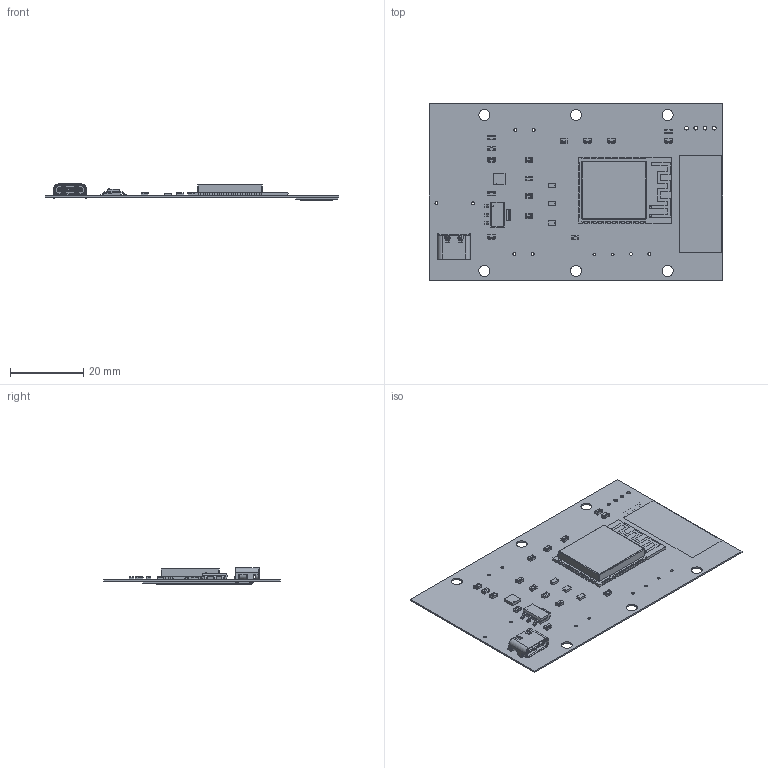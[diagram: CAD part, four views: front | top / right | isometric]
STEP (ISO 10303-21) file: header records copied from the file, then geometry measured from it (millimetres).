
FILE_DESCRIPTION(('Open CASCADE Model'),'2;1');
FILE_NAME('Open CASCADE Shape Model','2025-02-21T09:56:19',('Author'),( 'Open CASCADE'),'Open CASCADE STEP processor 6.8','Open CASCADE 6.8' ,'Unknown');
FILE_SCHEMA(('AUTOMOTIVE_DESIGN { 1 0 10303 214 1 1 1 1 }'));
Length unit declared in the file: millimetre
Products named in the file (38): PCB; Board; Open CASCADE STEP translator 6.8 1.1.1; USB1; 2171790001; Open CASCADE STEP translator 6.8 1.2.1.1; Open CASCADE STEP translator 6.8 1.2.1.2; U4; MAX98357_21-0136I_T1633-4_MXM; U2; MP04A_TEX; U1; User_Library-ESP32-S3-WROOM-1; MUSK; R8; User_Library-0805_SMD_R; R7; R6; R5; R4; R3; R2; R1; OLED1; User_Library-0_91_inch_oled; D3; LED_598-8170_DIA; D2; D1; C7; User_Library-0805_SMD_Capacitor; C6; C5; C4; C3; C2; C1
Assembly tree (52 placements, depth 4):
  PCB
    Board
      Open CASCADE STEP translator 6.8 1.1.1
    USB1
      2171790001
        Open CASCADE STEP translator 6.8 1.2.1.1
        Open CASCADE STEP translator 6.8 1.2.1.2
    U4
      MAX98357_21-0136I_T1633-4_MXM
    U2
      MP04A_TEX
    U1
      User_Library-ESP32-S3-WROOM-1
        PCB
        MUSK
    R8
      User_Library-0805_SMD_R
    R7
      User_Library-0805_SMD_R
    R6
      User_Library-0805_SMD_R
    R5
      User_Library-0805_SMD_R
    R4
      User_Library-0805_SMD_R
    R3
      User_Library-0805_SMD_R
    R2
      User_Library-0805_SMD_R
    R1
      User_Library-0805_SMD_R
    OLED1
      User_Library-0_91_inch_oled
    D3
      LED_598-8170_DIA
    D2
      LED_598-8170_DIA
    D1
      LED_598-8170_DIA
    C7
      User_Library-0805_SMD_Capacitor
    C6
      User_Library-0805_SMD_Capacitor
    C5
      User_Library-0805_SMD_Capacitor
    C4
      User_Library-0805_SMD_Capacitor
    C3
      User_Library-0805_SMD_Capacitor
    C2
      User_Library-0805_SMD_Capacitor
    C1
      User_Library-0805_SMD_Capacitor
Bounding box: 80 x 48 x 4.37 mm (x, y, z)
Volume: 2572.1 mm3; surface area: 12861.9 mm2
Topology: 62 solids, 62 shells, 2894 faces, 7518 edges, 4786 vertices
Faces by surface type: plane 1645, cylinder 579, bspline 537, sphere 120, cone 13
Full cylindrical faces by diameter (mm): 0.1 x3, 0.155 x1, 0.185 x1, 0.762 x10, 1 x4, 3 x6
Entity records: 64020 total; most frequent: CARTESIAN_POINT 17136, ORIENTED_EDGE 9084, DIRECTION 8266, EDGE_CURVE 4542, LINE 3746, VECTOR 3746, VERTEX_POINT 2954, AXIS2_PLACEMENT_3D 2260
